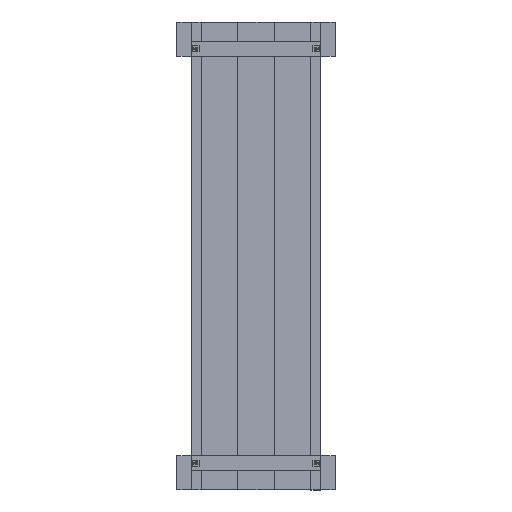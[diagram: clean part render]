
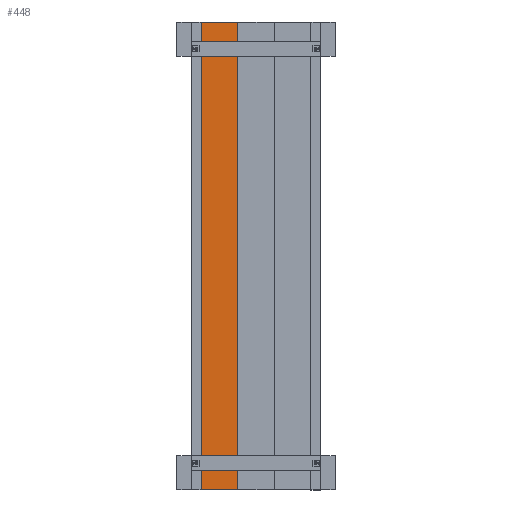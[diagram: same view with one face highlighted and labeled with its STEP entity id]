
A CAD part, front view. The second image highlights one B-rep face of the part: STEP entity #448.
In plain terms, the highlighted planar face has unit normal (0, -1, 0).
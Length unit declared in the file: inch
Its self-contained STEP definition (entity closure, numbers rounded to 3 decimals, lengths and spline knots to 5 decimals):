
#31 = FACE_BOUND ( 'NONE', #3424, .T. ) ;
#41 = AXIS2_PLACEMENT_3D ( 'NONE', #8809, #3580, #10408 ) ;
#232 = DIRECTION ( 'NONE',  ( 1., 0., 0. ) ) ;
#272 = CARTESIAN_POINT ( 'NONE',  ( 2.5, 0., -2.944 ) ) ;
#284 = ORIENTED_EDGE ( 'NONE', *, *, #7841, .T. ) ;
#298 = FACE_OUTER_BOUND ( 'NONE', #11148, .T. ) ;
#448 = ADVANCED_FACE ( 'NONE', ( #2753, #1235, #31, #10806, #298 ), #3460, .T. ) ;
#550 = VERTEX_POINT ( 'NONE', #11247 ) ;
#662 = VERTEX_POINT ( 'NONE', #3836 ) ;
#972 = VERTEX_POINT ( 'NONE', #2994 ) ;
#1031 = CARTESIAN_POINT ( 'NONE',  ( 0., 0., 0. ) ) ;
#1202 = ORIENTED_EDGE ( 'NONE', *, *, #6777, .T. ) ;
#1235 = FACE_BOUND ( 'NONE', #2418, .T. ) ;
#1328 = CARTESIAN_POINT ( 'NONE',  ( 3.75, 0., -48. ) ) ;
#1449 = EDGE_CURVE ( 'NONE', #7290, #7467, #4655, .T. ) ;
#1521 = CIRCLE ( 'NONE', #1951, 0.069 ) ;
#1668 = VERTEX_POINT ( 'NONE', #5874 ) ;
#1902 = VECTOR ( 'NONE', #7872, 39.37008 ) ;
#1951 = AXIS2_PLACEMENT_3D ( 'NONE', #4799, #10063, #7267 ) ;
#2085 = DIRECTION ( 'NONE',  ( 0., -1., 0. ) ) ;
#2132 = CARTESIAN_POINT ( 'NONE',  ( 0., 0., -48. ) ) ;
#2242 = DIRECTION ( 'NONE',  ( 0., 1., 0. ) ) ;
#2418 = EDGE_LOOP ( 'NONE', ( #4129, #3791 ) ) ;
#2498 = EDGE_CURVE ( 'NONE', #7467, #7290, #11216, .T. ) ;
#2753 = FACE_BOUND ( 'NONE', #5670, .T. ) ;
#2950 = DIRECTION ( 'NONE',  ( 0., 0., 1. ) ) ;
#2994 = CARTESIAN_POINT ( 'NONE',  ( 2.5, 0., -2.806 ) ) ;
#3171 = DIRECTION ( 'NONE',  ( 0., 0., 1. ) ) ;
#3208 = EDGE_CURVE ( 'NONE', #6196, #4232, #10942, .T. ) ;
#3292 = AXIS2_PLACEMENT_3D ( 'NONE', #10769, #2085, #5575 ) ;
#3352 = ORIENTED_EDGE ( 'NONE', *, *, #5044, .F. ) ;
#3419 = EDGE_CURVE ( 'NONE', #550, #662, #5239, .T. ) ;
#3424 = EDGE_LOOP ( 'NONE', ( #284, #10600 ) ) ;
#3460 = PLANE ( 'NONE',  #8527 ) ;
#3465 = ORIENTED_EDGE ( 'NONE', *, *, #3208, .T. ) ;
#3580 = DIRECTION ( 'NONE',  ( 0., -1., 0. ) ) ;
#3791 = ORIENTED_EDGE ( 'NONE', *, *, #1449, .F. ) ;
#3836 = CARTESIAN_POINT ( 'NONE',  ( 1.25, 0., -45.194 ) ) ;
#4129 = ORIENTED_EDGE ( 'NONE', *, *, #2498, .F. ) ;
#4232 = VERTEX_POINT ( 'NONE', #5383 ) ;
#4316 = CARTESIAN_POINT ( 'NONE',  ( 0., 0., -48. ) ) ;
#4432 = CARTESIAN_POINT ( 'NONE',  ( 1.25, 0., -2.944 ) ) ;
#4435 = EDGE_CURVE ( 'NONE', #4995, #6196, #5753, .T. ) ;
#4655 = CIRCLE ( 'NONE', #41, 0.069 ) ;
#4782 = CARTESIAN_POINT ( 'NONE',  ( 0., 0., -48. ) ) ;
#4785 = DIRECTION ( 'NONE',  ( 0., 1., 0. ) ) ;
#4799 = CARTESIAN_POINT ( 'NONE',  ( 2.5, 0., -2.875 ) ) ;
#4995 = VERTEX_POINT ( 'NONE', #2132 ) ;
#5044 = EDGE_CURVE ( 'NONE', #4995, #1668, #10813, .T. ) ;
#5141 = VERTEX_POINT ( 'NONE', #5777 ) ;
#5170 = CARTESIAN_POINT ( 'NONE',  ( 3.75, 0., -48. ) ) ;
#5239 = CIRCLE ( 'NONE', #7132, 0.069 ) ;
#5300 = DIRECTION ( 'NONE',  ( 1., 0., 0. ) ) ;
#5370 = EDGE_CURVE ( 'NONE', #8519, #972, #5690, .T. ) ;
#5380 = DIRECTION ( 'NONE',  ( 0., 0., -1. ) ) ;
#5383 = CARTESIAN_POINT ( 'NONE',  ( 3.75, 0., 0. ) ) ;
#5478 = VECTOR ( 'NONE', #5300, 39.37008 ) ;
#5481 = DIRECTION ( 'NONE',  ( 0., 1., 0. ) ) ;
#5534 = CARTESIAN_POINT ( 'NONE',  ( 1.25, 0., -45.125 ) ) ;
#5575 = DIRECTION ( 'NONE',  ( 0., 0., -1. ) ) ;
#5609 = VECTOR ( 'NONE', #9254, 39.37008 ) ;
#5670 = EDGE_LOOP ( 'NONE', ( #6854, #9243 ) ) ;
#5690 = CIRCLE ( 'NONE', #3292, 0.069 ) ;
#5753 = LINE ( 'NONE', #4316, #5478 ) ;
#5777 = CARTESIAN_POINT ( 'NONE',  ( 2.5, 0., -45.194 ) ) ;
#5874 = CARTESIAN_POINT ( 'NONE',  ( 0., 0., 0. ) ) ;
#5974 = CIRCLE ( 'NONE', #9924, 0.069 ) ;
#6138 = CIRCLE ( 'NONE', #10830, 0.069 ) ;
#6181 = CARTESIAN_POINT ( 'NONE',  ( 1.25, 0., -2.806 ) ) ;
#6196 = VERTEX_POINT ( 'NONE', #1328 ) ;
#6279 = DIRECTION ( 'NONE',  ( 0., 0., 1. ) ) ;
#6319 = CARTESIAN_POINT ( 'NONE',  ( 2.5, 0., -45.125 ) ) ;
#6451 = CARTESIAN_POINT ( 'NONE',  ( 0., 0., -48. ) ) ;
#6539 = CARTESIAN_POINT ( 'NONE',  ( 2.5, 0., -45.125 ) ) ;
#6640 = EDGE_CURVE ( 'NONE', #972, #8519, #1521, .T. ) ;
#6777 = EDGE_CURVE ( 'NONE', #662, #550, #8343, .T. ) ;
#6854 = ORIENTED_EDGE ( 'NONE', *, *, #6640, .F. ) ;
#7132 = AXIS2_PLACEMENT_3D ( 'NONE', #5534, #8240, #9999 ) ;
#7267 = DIRECTION ( 'NONE',  ( 0., 0., -1. ) ) ;
#7290 = VERTEX_POINT ( 'NONE', #4432 ) ;
#7467 = VERTEX_POINT ( 'NONE', #6181 ) ;
#7731 = CARTESIAN_POINT ( 'NONE',  ( 2.5, 0., -45.056 ) ) ;
#7820 = AXIS2_PLACEMENT_3D ( 'NONE', #8391, #2242, #3171 ) ;
#7841 = EDGE_CURVE ( 'NONE', #9650, #5141, #6138, .T. ) ;
#7872 = DIRECTION ( 'NONE',  ( 0., 0., 1. ) ) ;
#8240 = DIRECTION ( 'NONE',  ( 0., 1., 0. ) ) ;
#8343 = CIRCLE ( 'NONE', #7820, 0.069 ) ;
#8391 = CARTESIAN_POINT ( 'NONE',  ( 1.25, 0., -45.125 ) ) ;
#8519 = VERTEX_POINT ( 'NONE', #272 ) ;
#8527 = AXIS2_PLACEMENT_3D ( 'NONE', #6451, #8977, #11053 ) ;
#8697 = ORIENTED_EDGE ( 'NONE', *, *, #4435, .T. ) ;
#8809 = CARTESIAN_POINT ( 'NONE',  ( 1.25, 0., -2.875 ) ) ;
#8848 = EDGE_CURVE ( 'NONE', #1668, #4232, #9135, .T. ) ;
#8977 = DIRECTION ( 'NONE',  ( 0., -1., 0. ) ) ;
#9135 = LINE ( 'NONE', #1031, #9431 ) ;
#9243 = ORIENTED_EDGE ( 'NONE', *, *, #5370, .F. ) ;
#9254 = DIRECTION ( 'NONE',  ( 0., 0., 1. ) ) ;
#9342 = ORIENTED_EDGE ( 'NONE', *, *, #3419, .T. ) ;
#9356 = CARTESIAN_POINT ( 'NONE',  ( 1.25, 0., -2.875 ) ) ;
#9431 = VECTOR ( 'NONE', #232, 39.37008 ) ;
#9499 = AXIS2_PLACEMENT_3D ( 'NONE', #9356, #11240, #5380 ) ;
#9650 = VERTEX_POINT ( 'NONE', #7731 ) ;
#9924 = AXIS2_PLACEMENT_3D ( 'NONE', #6539, #4785, #2950 ) ;
#9999 = DIRECTION ( 'NONE',  ( 0., 0., 1. ) ) ;
#10063 = DIRECTION ( 'NONE',  ( 0., -1., 0. ) ) ;
#10139 = EDGE_LOOP ( 'NONE', ( #9342, #1202 ) ) ;
#10408 = DIRECTION ( 'NONE',  ( 0., 0., -1. ) ) ;
#10600 = ORIENTED_EDGE ( 'NONE', *, *, #11123, .T. ) ;
#10680 = ORIENTED_EDGE ( 'NONE', *, *, #8848, .F. ) ;
#10769 = CARTESIAN_POINT ( 'NONE',  ( 2.5, 0., -2.875 ) ) ;
#10806 = FACE_BOUND ( 'NONE', #10139, .T. ) ;
#10813 = LINE ( 'NONE', #4782, #5609 ) ;
#10830 = AXIS2_PLACEMENT_3D ( 'NONE', #6319, #5481, #6279 ) ;
#10942 = LINE ( 'NONE', #5170, #1902 ) ;
#11053 = DIRECTION ( 'NONE',  ( 0., 0., -1. ) ) ;
#11123 = EDGE_CURVE ( 'NONE', #5141, #9650, #5974, .T. ) ;
#11148 = EDGE_LOOP ( 'NONE', ( #10680, #3352, #8697, #3465 ) ) ;
#11216 = CIRCLE ( 'NONE', #9499, 0.069 ) ;
#11240 = DIRECTION ( 'NONE',  ( 0., -1., 0. ) ) ;
#11247 = CARTESIAN_POINT ( 'NONE',  ( 1.25, 0., -45.056 ) ) ;
